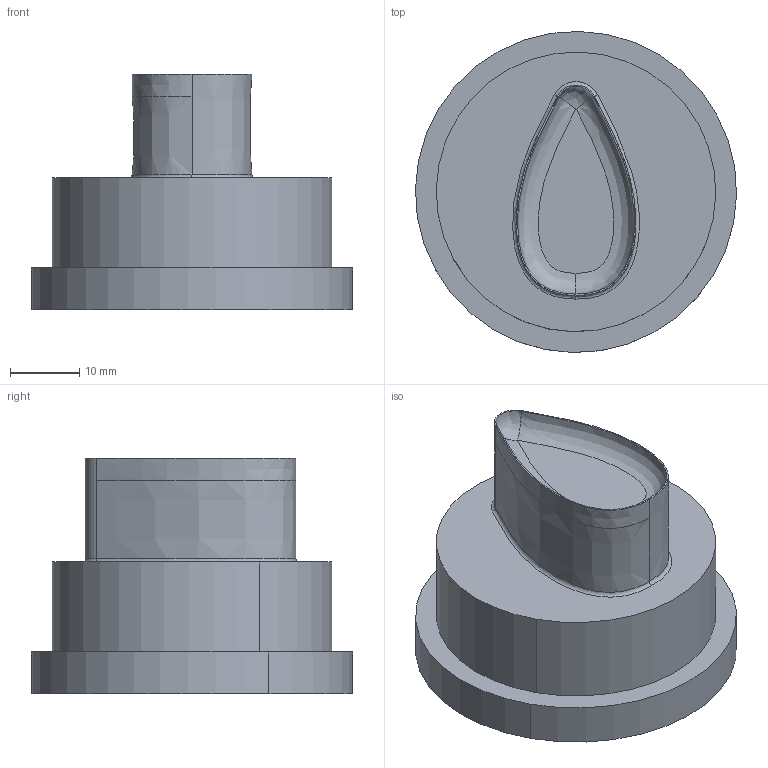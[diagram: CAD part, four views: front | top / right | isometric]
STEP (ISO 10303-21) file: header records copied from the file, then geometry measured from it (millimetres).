
FILE_DESCRIPTION(('CATIA V5 STEP Exchange'),'2;1');
FILE_NAME('Upper punch - goute eau.stp','2023-05-16T23:32:55+00:00',('none'),('none'),'CATIA Version 5 Release 19 SP 2 (IN-10)','CATIA V5 STEP AP203','none');
FILE_SCHEMA(('CONFIG_CONTROL_DESIGN'));
Length unit declared in the file: millimetre
Products named in the file (1): Upper punch - goute eau
Bounding box: 46.39 x 46.39 x 34.05 mm (x, y, z)
Volume: 31822.3 mm3; surface area: 7170.9 mm2
Topology: 1 solids, 1 shells, 19 faces, 38 edges, 24 vertices
Faces by surface type: plane 5, cylinder 5, bspline 5, extrusion 3, torus 1
Entity records: 1995 total; most frequent: CARTESIAN_POINT 1612, ORIENTED_EDGE 76, DIRECTION 42, EDGE_CURVE 38, VERTEX_POINT 24, AXIS2_PLACEMENT_3D 22, EDGE_LOOP 22, B_SPLINE_CURVE_WITH_KNOTS 20
